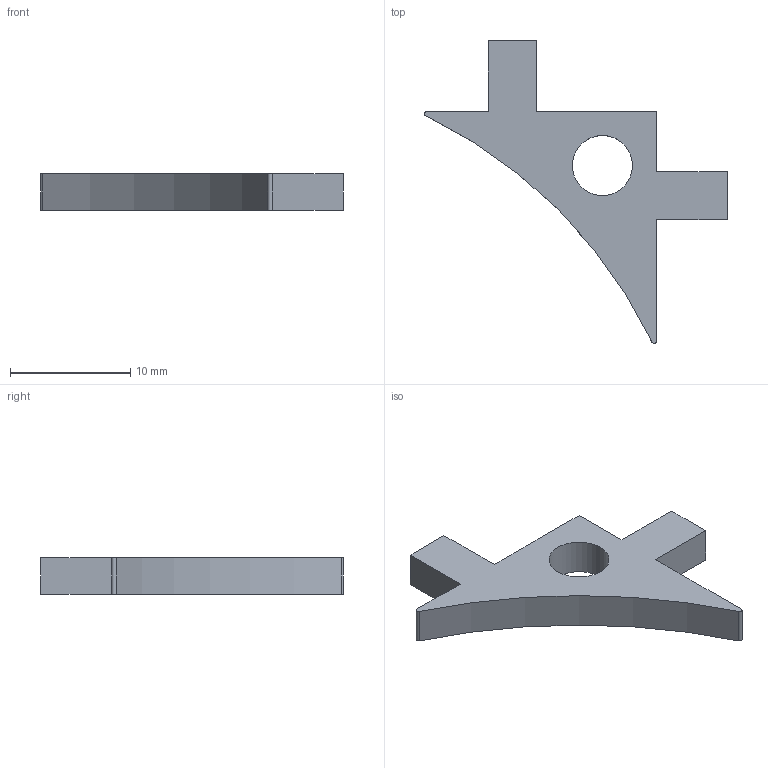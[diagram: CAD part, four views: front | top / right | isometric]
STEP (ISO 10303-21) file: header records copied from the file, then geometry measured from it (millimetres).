
FILE_DESCRIPTION(/* description */ (''),/* implementation_level */ '2;1');
FILE_NAME(/* name */ 'Gripper V 10.0 servo triangle bracket 3mm.stp',/* time_stamp */ '2015-07-28T10:00:06-07:00',/* author */ ('Stackpole'),/* organization */ (''),/* preprocessor_version */ 'ST-DEVELOPER v15.6',/* originating_system */ 'Autodesk Inventor 2015',/* authorisation */ '');
FILE_SCHEMA (('AUTOMOTIVE_DESIGN { 1 0 10303 214 3 1 1 }'));
Length unit declared in the file: millimetre
Products named in the file (1): Gripper V 10.0 servo triangle bracket 3mm
Bounding box: 25.2 x 25.2 x 3 mm (x, y, z)
Volume: 534.8 mm3; surface area: 673.6 mm2
Topology: 1 solids, 1 shells, 16 faces, 42 edges, 28 vertices
Faces by surface type: plane 12, cylinder 4
Full cylindrical faces by diameter (mm): 5 x1
Entity records: 517 total; most frequent: CARTESIAN_POINT 86, DIRECTION 83, ORIENTED_EDGE 82, EDGE_CURVE 41, LINE 33, VECTOR 33, VERTEX_POINT 28, AXIS2_PLACEMENT_3D 25
